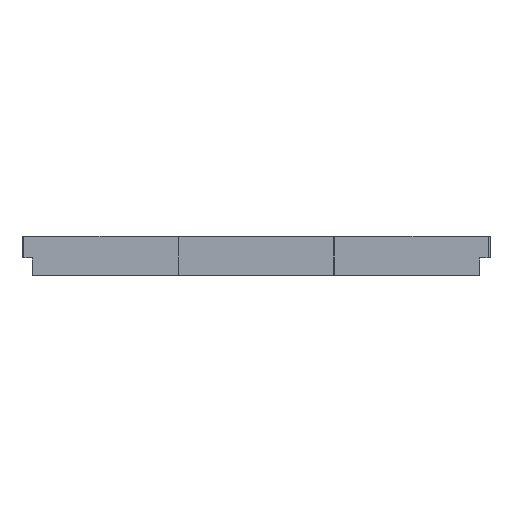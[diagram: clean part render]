
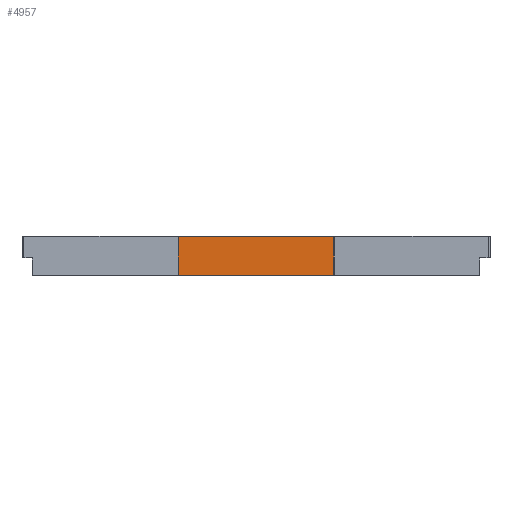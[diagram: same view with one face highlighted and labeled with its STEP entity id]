
A CAD part, front view. The second image highlights one B-rep face of the part: STEP entity #4957.
In plain terms, the highlighted planar face has unit normal (0, -1, 0).
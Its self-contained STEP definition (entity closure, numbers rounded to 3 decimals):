
#172 = PLANE('',#173);
#173 = AXIS2_PLACEMENT_3D('',#174,#175,#176);
#174 = CARTESIAN_POINT('',(0.,0.,2.));
#175 = DIRECTION('',(0.,0.,-1.));
#176 = DIRECTION('',(-1.,0.,0.));
#224 = PLANE('',#225);
#225 = AXIS2_PLACEMENT_3D('',#226,#227,#228);
#226 = CARTESIAN_POINT('',(0.,0.,0.));
#227 = DIRECTION('',(0.,0.,-1.));
#228 = DIRECTION('',(-1.,0.,0.));
#468 = VERTEX_POINT('',#469);
#469 = CARTESIAN_POINT('',(15.98,0.226,0.));
#488 = CYLINDRICAL_SURFACE('',#489,0.02);
#489 = AXIS2_PLACEMENT_3D('',#490,#491,#492);
#490 = CARTESIAN_POINT('',(15.98,0.206,0.));
#491 = DIRECTION('',(0.,0.,1.));
#492 = DIRECTION('',(1.,0.,0.));
#500 = EDGE_CURVE('',#468,#501,#503,.T.);
#501 = VERTEX_POINT('',#502);
#502 = CARTESIAN_POINT('',(8.02,0.226,0.));
#503 = SURFACE_CURVE('',#504,(#508,#515),.PCURVE_S1.);
#504 = LINE('',#505,#506);
#505 = CARTESIAN_POINT('',(16.,0.226,0.));
#506 = VECTOR('',#507,1.);
#507 = DIRECTION('',(-1.,0.,0.));
#508 = PCURVE('',#224,#509);
#509 = DEFINITIONAL_REPRESENTATION('',(#510),#514);
#510 = LINE('',#511,#512);
#511 = CARTESIAN_POINT('',(-16.,0.226));
#512 = VECTOR('',#513,1.);
#513 = DIRECTION('',(1.,0.));
#514 = ( GEOMETRIC_REPRESENTATION_CONTEXT(2) 
PARAMETRIC_REPRESENTATION_CONTEXT() REPRESENTATION_CONTEXT('2D SPACE',''
  ) );
#515 = PCURVE('',#516,#521);
#516 = PLANE('',#517);
#517 = AXIS2_PLACEMENT_3D('',#518,#519,#520);
#518 = CARTESIAN_POINT('',(16.,0.226,0.));
#519 = DIRECTION('',(0.,-1.,0.));
#520 = DIRECTION('',(-1.,0.,0.));
#521 = DEFINITIONAL_REPRESENTATION('',(#522),#526);
#522 = LINE('',#523,#524);
#523 = CARTESIAN_POINT('',(0.,-0.));
#524 = VECTOR('',#525,1.);
#525 = DIRECTION('',(1.,0.));
#526 = ( GEOMETRIC_REPRESENTATION_CONTEXT(2) 
PARAMETRIC_REPRESENTATION_CONTEXT() REPRESENTATION_CONTEXT('2D SPACE',''
  ) );
#549 = CYLINDRICAL_SURFACE('',#550,0.02);
#550 = AXIS2_PLACEMENT_3D('',#551,#552,#553);
#551 = CARTESIAN_POINT('',(8.02,0.206,0.));
#552 = DIRECTION('',(0.,0.,1.));
#553 = DIRECTION('',(0.,1.,0.));
#2222 = VERTEX_POINT('',#2223);
#2223 = CARTESIAN_POINT('',(15.98,0.226,2.));
#2249 = EDGE_CURVE('',#2222,#2250,#2252,.T.);
#2250 = VERTEX_POINT('',#2251);
#2251 = CARTESIAN_POINT('',(8.02,0.226,2.));
#2252 = SURFACE_CURVE('',#2253,(#2257,#2264),.PCURVE_S1.);
#2253 = LINE('',#2254,#2255);
#2254 = CARTESIAN_POINT('',(16.,0.226,2.));
#2255 = VECTOR('',#2256,1.);
#2256 = DIRECTION('',(-1.,0.,0.));
#2257 = PCURVE('',#172,#2258);
#2258 = DEFINITIONAL_REPRESENTATION('',(#2259),#2263);
#2259 = LINE('',#2260,#2261);
#2260 = CARTESIAN_POINT('',(-16.,0.226));
#2261 = VECTOR('',#2262,1.);
#2262 = DIRECTION('',(1.,0.));
#2263 = ( GEOMETRIC_REPRESENTATION_CONTEXT(2) 
PARAMETRIC_REPRESENTATION_CONTEXT() REPRESENTATION_CONTEXT('2D SPACE',''
  ) );
#2264 = PCURVE('',#516,#2265);
#2265 = DEFINITIONAL_REPRESENTATION('',(#2266),#2270);
#2266 = LINE('',#2267,#2268);
#2267 = CARTESIAN_POINT('',(0.,-2.));
#2268 = VECTOR('',#2269,1.);
#2269 = DIRECTION('',(1.,0.));
#2270 = ( GEOMETRIC_REPRESENTATION_CONTEXT(2) 
PARAMETRIC_REPRESENTATION_CONTEXT() REPRESENTATION_CONTEXT('2D SPACE',''
  ) );
#4937 = EDGE_CURVE('',#501,#2250,#4938,.T.);
#4938 = SURFACE_CURVE('',#4939,(#4943,#4950),.PCURVE_S1.);
#4939 = LINE('',#4940,#4941);
#4940 = CARTESIAN_POINT('',(8.02,0.226,0.));
#4941 = VECTOR('',#4942,1.);
#4942 = DIRECTION('',(0.,0.,1.));
#4943 = PCURVE('',#549,#4944);
#4944 = DEFINITIONAL_REPRESENTATION('',(#4945),#4949);
#4945 = LINE('',#4946,#4947);
#4946 = CARTESIAN_POINT('',(0.,0.));
#4947 = VECTOR('',#4948,1.);
#4948 = DIRECTION('',(0.,1.));
#4949 = ( GEOMETRIC_REPRESENTATION_CONTEXT(2) 
PARAMETRIC_REPRESENTATION_CONTEXT() REPRESENTATION_CONTEXT('2D SPACE',''
  ) );
#4950 = PCURVE('',#516,#4951);
#4951 = DEFINITIONAL_REPRESENTATION('',(#4952),#4956);
#4952 = LINE('',#4953,#4954);
#4953 = CARTESIAN_POINT('',(7.98,0.));
#4954 = VECTOR('',#4955,1.);
#4955 = DIRECTION('',(0.,-1.));
#4956 = ( GEOMETRIC_REPRESENTATION_CONTEXT(2) 
PARAMETRIC_REPRESENTATION_CONTEXT() REPRESENTATION_CONTEXT('2D SPACE',''
  ) );
#4957 = ADVANCED_FACE('',(#4958),#516,.T.);
#4958 = FACE_BOUND('',#4959,.T.);
#4959 = EDGE_LOOP('',(#4960,#4961,#4982,#4983));
#4960 = ORIENTED_EDGE('',*,*,#500,.F.);
#4961 = ORIENTED_EDGE('',*,*,#4962,.T.);
#4962 = EDGE_CURVE('',#468,#2222,#4963,.T.);
#4963 = SURFACE_CURVE('',#4964,(#4968,#4975),.PCURVE_S1.);
#4964 = LINE('',#4965,#4966);
#4965 = CARTESIAN_POINT('',(15.98,0.226,0.));
#4966 = VECTOR('',#4967,1.);
#4967 = DIRECTION('',(0.,0.,1.));
#4968 = PCURVE('',#516,#4969);
#4969 = DEFINITIONAL_REPRESENTATION('',(#4970),#4974);
#4970 = LINE('',#4971,#4972);
#4971 = CARTESIAN_POINT('',(0.02,0.));
#4972 = VECTOR('',#4973,1.);
#4973 = DIRECTION('',(0.,-1.));
#4974 = ( GEOMETRIC_REPRESENTATION_CONTEXT(2) 
PARAMETRIC_REPRESENTATION_CONTEXT() REPRESENTATION_CONTEXT('2D SPACE',''
  ) );
#4975 = PCURVE('',#488,#4976);
#4976 = DEFINITIONAL_REPRESENTATION('',(#4977),#4981);
#4977 = LINE('',#4978,#4979);
#4978 = CARTESIAN_POINT('',(1.571,0.));
#4979 = VECTOR('',#4980,1.);
#4980 = DIRECTION('',(0.,1.));
#4981 = ( GEOMETRIC_REPRESENTATION_CONTEXT(2) 
PARAMETRIC_REPRESENTATION_CONTEXT() REPRESENTATION_CONTEXT('2D SPACE',''
  ) );
#4982 = ORIENTED_EDGE('',*,*,#2249,.T.);
#4983 = ORIENTED_EDGE('',*,*,#4937,.F.);
